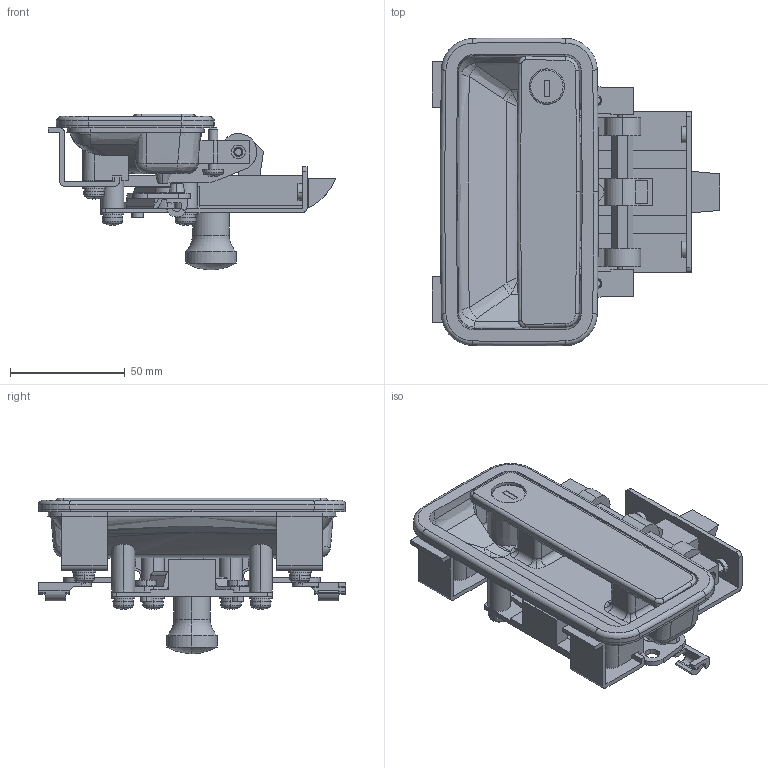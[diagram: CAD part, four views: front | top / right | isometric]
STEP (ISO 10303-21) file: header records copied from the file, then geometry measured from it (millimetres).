
FILE_DESCRIPTION (( 'STEP AP203' ), '1' );
FILE_NAME ('A-510-3-1-L.STEP', '2020-10-23T06:53:20', ( '' ), ( '' ), 'SwSTEP 2.0', 'SolidWorks 2018', '' );
FILE_SCHEMA (( 'CONFIG_CONTROL_DESIGN' ));
Length unit declared in the file: millimetre
Products named in the file (23): A-510-3-1-L_働乕僗Assy_; A-510-3-1-L_儕儞僋僾儗乕僩L_; A-510-3-1-L_カム_; A-510-3-1-L_解除ピン_; AC-25-Q-14_公開用; A-510-3-1-L_ダンパー_; A-510-3-1-L_十字穴付小ねじ_内径基準ver1.02__M5x8十字穴付なべ小ねじ(鉄)ダブルセムス(P3); A-510-3-1-L_取付板_; A-510-3-1-L_六角シャフト_; A-510-3-1-L_ケース_; A-510-3-1-L_ハンドル_; A-510-3-1-L_スプリングピン_; A-510-3-1-L_ラッチケース_; A-510-3-1-L_ラッチ_; A-510-3-1-L_パッキン_; A-510-3-1-L_僴儞僪儖Assy_; R200_公開用_R200-2-2; A-510-3-1-L_十字穴付小ねじ_内径基準ver1.02__M5x18十字穴付なべ小ねじ(鉄); A-510-3-1-L_儕儞僋僾儗乕僩R_; A-510-3-1-L_ラッチピン_; A-510-3-1-L_ばね座金ver1.0__M8ばね座金(鉄); A-510-3-1-L_リンクピン_; A-510-3-1-L
Assembly tree (33 placements, depth 3):
  A-510-3-1-L
    A-510-3-1-L_働乕僗Assy_
      A-510-3-1-L_ケース_
      A-510-3-1-L_パッキン_
      A-510-3-1-L_取付板_  x2
      A-510-3-1-L_十字穴付小ねじ_内径基準ver1.02__M5x8十字穴付なべ小ねじ(鉄)ダブルセムス(P3)  x6
      A-510-3-1-L_ダンパー_  x2
      A-510-3-1-L_ラッチケース_
      A-510-3-1-L_十字穴付小ねじ_内径基準ver1.02__M5x18十字穴付なべ小ねじ(鉄)  x2
    A-510-3-1-L_僴儞僪儖Assy_
      A-510-3-1-L_ハンドル_
      A-510-3-1-L_カム_
      A-510-3-1-L_六角シャフト_
      A-510-3-1-L_スプリングピン_  x2
      R200_公開用_R200-2-2
    A-510-3-1-L_ラッチ_
    A-510-3-1-L_儕儞僋僾儗乕僩L_
    A-510-3-1-L_儕儞僋僾儗乕僩R_
    A-510-3-1-L_ラッチピン_
    A-510-3-1-L_リンクピン_  x2
    A-510-3-1-L_解除ピン_
    A-510-3-1-L_ばね座金ver1.0__M8ばね座金(鉄)
    AC-25-Q-14_公開用  x2
Bounding box: 125.5 x 134.45 x 68 mm (x, y, z)
Volume: 135858.1 mm3; surface area: 107038.7 mm2
Topology: 31 solids, 31 shells, 1156 faces, 2986 edges, 1922 vertices
Faces by surface type: plane 515, cylinder 388, bspline 102, cone 73, torus 50, sphere 28
Entity records: 31291 total; most frequent: CARTESIAN_POINT 8707, ORIENTED_EDGE 4262, DIRECTION 4046, EDGE_CURVE 2131, AXIS2_PLACEMENT_3D 1513, VERTEX_POINT 1368, VECTOR 1020, LINE 1020
